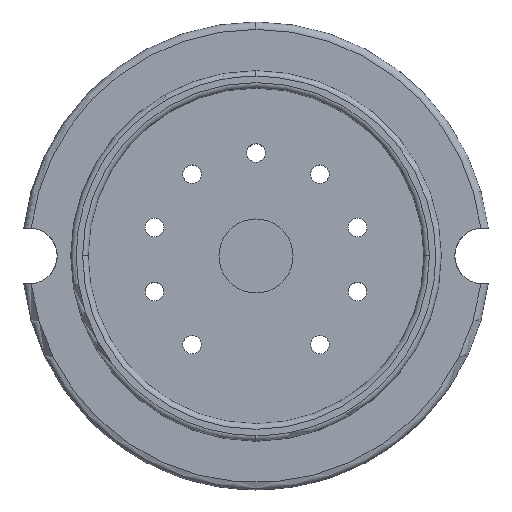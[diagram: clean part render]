
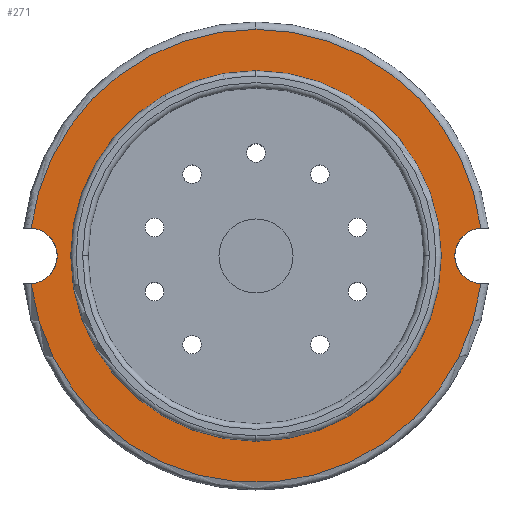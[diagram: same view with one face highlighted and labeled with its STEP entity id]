
A CAD part, top view. The second image highlights one B-rep face of the part: STEP entity #271.
In plain terms, the highlighted face is planar.
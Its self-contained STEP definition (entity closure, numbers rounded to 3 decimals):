
#79 = ORIENTED_EDGE ( 'NONE', *, *, #2338, .T. ) ;
#80 = ORIENTED_EDGE ( 'NONE', *, *, #1881, .F. ) ;
#81 = ORIENTED_EDGE ( 'NONE', *, *, #2237, .F. ) ;
#82 = ORIENTED_EDGE ( 'NONE', *, *, #2244, .F. ) ;
#83 = ORIENTED_EDGE ( 'NONE', *, *, #1877, .F. ) ;
#250 = VERTEX_POINT ( 'NONE', #2874 ) ;
#271 = ADVANCED_FACE ( 'NONE', ( #1287, #1291 ), #1839, .F. ) ;
#443 = VERTEX_POINT ( 'NONE', #1799 ) ;
#444 = VERTEX_POINT ( 'NONE', #1806 ) ;
#445 = VERTEX_POINT ( 'NONE', #1798 ) ;
#452 = VERTEX_POINT ( 'NONE', #1790 ) ;
#486 = EDGE_LOOP ( 'NONE', ( #1490, #1491, #79, #80, #81 ) ) ;
#490 = EDGE_LOOP ( 'NONE', ( #82, #83 ) ) ;
#585 = CIRCLE ( 'NONE', #1644, 1.5 ) ;
#593 = CIRCLE ( 'NONE', #1651, 1.5 ) ;
#670 = CARTESIAN_POINT ( 'NONE',  ( 0., 0., 0. ) ) ;
#671 = DIRECTION ( 'NONE',  ( 0., -1., 0. ) ) ;
#672 = DIRECTION ( 'NONE',  ( 0., 0., -1. ) ) ;
#674 = CARTESIAN_POINT ( 'NONE',  ( 0., 0., 0. ) ) ;
#675 = DIRECTION ( 'NONE',  ( 0., 1., 0. ) ) ;
#676 = DIRECTION ( 'NONE',  ( 0., 0., 1. ) ) ;
#686 = CARTESIAN_POINT ( 'NONE',  ( 0., 0., 0. ) ) ;
#687 = DIRECTION ( 'NONE',  ( 0., 1., 0. ) ) ;
#688 = DIRECTION ( 'NONE',  ( 0., 0., 1. ) ) ;
#788 = CARTESIAN_POINT ( 'NONE',  ( 0., 0., 0. ) ) ;
#789 = DIRECTION ( 'NONE',  ( 0., 1., 0. ) ) ;
#790 = DIRECTION ( 'NONE',  ( 0., 0., 1. ) ) ;
#803 = CARTESIAN_POINT ( 'NONE',  ( 0., 0., 0. ) ) ;
#804 = DIRECTION ( 'NONE',  ( 0., -1., 0. ) ) ;
#805 = DIRECTION ( 'NONE',  ( 0., 0., -1. ) ) ;
#1121 = CARTESIAN_POINT ( 'NONE',  ( -12.236, 0., 0. ) ) ;
#1122 = DIRECTION ( 'NONE',  ( 0., 1., 0. ) ) ;
#1123 = DIRECTION ( 'NONE',  ( 0., 0., -1. ) ) ;
#1154 = CARTESIAN_POINT ( 'NONE',  ( 12.237, 0., 0. ) ) ;
#1155 = DIRECTION ( 'NONE',  ( 0., 1., 0. ) ) ;
#1156 = DIRECTION ( 'NONE',  ( 0., 0., -1. ) ) ;
#1287 = FACE_OUTER_BOUND ( 'NONE', #486, .T. ) ;
#1291 = FACE_BOUND ( 'NONE', #490, .T. ) ;
#1353 = CIRCLE ( 'NONE', #1598, 10.008 ) ;
#1355 = CIRCLE ( 'NONE', #1599, 12.237 ) ;
#1356 = CIRCLE ( 'NONE', #1601, 12.236 ) ;
#1398 = CIRCLE ( 'NONE', #1619, 12.236 ) ;
#1406 = CIRCLE ( 'NONE', #1623, 10.008 ) ;
#1490 = ORIENTED_EDGE ( 'NONE', *, *, #2321, .T. ) ;
#1491 = ORIENTED_EDGE ( 'NONE', *, *, #1878, .F. ) ;
#1492 = VERTEX_POINT ( 'NONE', #1772 ) ;
#1540 = AXIS2_PLACEMENT_3D ( 'NONE', #1828, #1826, #1824 ) ;
#1598 = AXIS2_PLACEMENT_3D ( 'NONE', #670, #671, #672 ) ;
#1599 = AXIS2_PLACEMENT_3D ( 'NONE', #674, #675, #676 ) ;
#1601 = AXIS2_PLACEMENT_3D ( 'NONE', #686, #687, #688 ) ;
#1619 = AXIS2_PLACEMENT_3D ( 'NONE', #788, #789, #790 ) ;
#1623 = AXIS2_PLACEMENT_3D ( 'NONE', #803, #804, #805 ) ;
#1644 = AXIS2_PLACEMENT_3D ( 'NONE', #1121, #1122, #1123 ) ;
#1651 = AXIS2_PLACEMENT_3D ( 'NONE', #1154, #1155, #1156 ) ;
#1675 = VERTEX_POINT ( 'NONE', #1768 ) ;
#1768 = CARTESIAN_POINT ( 'NONE',  ( 12.145, 0., -1.497 ) ) ;
#1772 = CARTESIAN_POINT ( 'NONE',  ( 12.145, 0., 1.497 ) ) ;
#1790 = CARTESIAN_POINT ( 'NONE',  ( -12.145, 0., -1.497 ) ) ;
#1798 = CARTESIAN_POINT ( 'NONE',  ( 0., 0., 10.008 ) ) ;
#1799 = CARTESIAN_POINT ( 'NONE',  ( 0., 0., -10.008 ) ) ;
#1806 = CARTESIAN_POINT ( 'NONE',  ( 0., 0., 12.236 ) ) ;
#1824 = DIRECTION ( 'NONE',  ( 0., 0., 1. ) ) ;
#1826 = DIRECTION ( 'NONE',  ( 0., 1., 0. ) ) ;
#1828 = CARTESIAN_POINT ( 'NONE',  ( 0., 0., 0. ) ) ;
#1839 = PLANE ( 'NONE',  #1540 ) ;
#1877 = EDGE_CURVE ( 'NONE', #445, #443, #1353, .T. ) ;
#1878 = EDGE_CURVE ( 'NONE', #1675, #452, #1355, .T. ) ;
#1881 = EDGE_CURVE ( 'NONE', #444, #1492, #1356, .T. ) ;
#2237 = EDGE_CURVE ( 'NONE', #250, #444, #1398, .T. ) ;
#2244 = EDGE_CURVE ( 'NONE', #443, #445, #1406, .T. ) ;
#2321 = EDGE_CURVE ( 'NONE', #250, #452, #585, .T. ) ;
#2338 = EDGE_CURVE ( 'NONE', #1675, #1492, #593, .T. ) ;
#2874 = CARTESIAN_POINT ( 'NONE',  ( -12.145, 0., 1.497 ) ) ;
